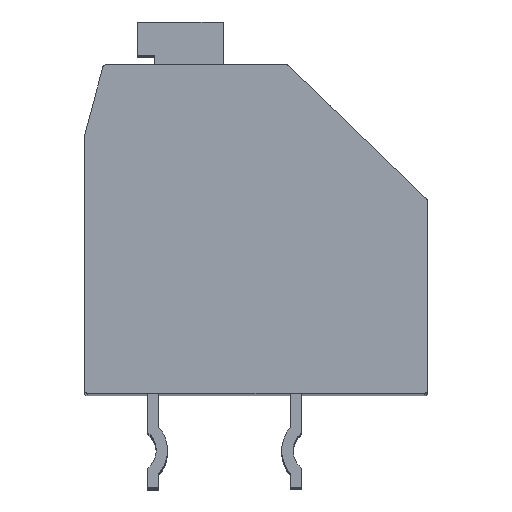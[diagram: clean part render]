
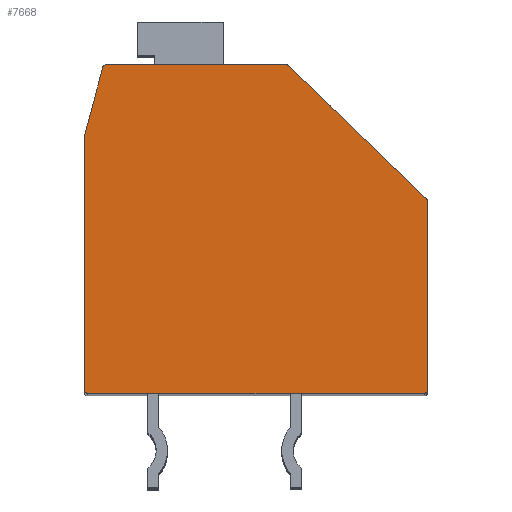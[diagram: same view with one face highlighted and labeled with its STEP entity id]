
A CAD part, top view. The second image highlights one B-rep face of the part: STEP entity #7668.
In plain terms, the highlighted planar face has unit normal (0, 0, 1).
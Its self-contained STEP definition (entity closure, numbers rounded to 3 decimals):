
#439=CARTESIAN_POINT('',(5.9,0.978,2.75));
#440=DIRECTION('',(0.,0.,1.));
#441=DIRECTION('',(1.,0.,0.));
#442=AXIS2_PLACEMENT_3D('',#439,#440,#441);
#444=DIRECTION('',(0.,1.,0.));
#445=VECTOR('',#444,6.628);
#446=CARTESIAN_POINT('',(6.,-5.65,2.75));
#447=LINE('',#446,#445);
#448=CARTESIAN_POINT('',(5.9,-5.65,2.75));
#449=DIRECTION('',(0.,0.,1.));
#450=DIRECTION('',(0.,-1.,0.));
#451=AXIS2_PLACEMENT_3D('',#448,#449,#450);
#453=DIRECTION('',(1.,0.,0.));
#454=VECTOR('',#453,11.8);
#455=CARTESIAN_POINT('',(-5.9,-5.75,2.75));
#456=LINE('',#455,#454);
#457=CARTESIAN_POINT('',(-5.9,-5.65,2.75));
#458=DIRECTION('',(0.,0.,1.));
#459=DIRECTION('',(-1.,0.,0.));
#460=AXIS2_PLACEMENT_3D('',#457,#458,#459);
#462=DIRECTION('',(0.,-1.,0.));
#463=VECTOR('',#462,8.937);
#464=CARTESIAN_POINT('',(-6.,3.287,2.75));
#465=LINE('',#464,#463);
#466=CARTESIAN_POINT('',(-5.9,3.287,2.75));
#467=DIRECTION('',(0.,0.,-1.));
#468=DIRECTION('',(-1.,0.,0.));
#469=AXIS2_PLACEMENT_3D('',#466,#467,#468);
#471=DIRECTION('',(-0.26,-0.966,0.));
#472=VECTOR('',#471,2.447);
#473=CARTESIAN_POINT('',(-5.36,5.676,2.75));
#474=LINE('',#473,#472);
#475=CARTESIAN_POINT('',(-5.263,5.65,2.75));
#476=DIRECTION('',(0.,0.,1.));
#477=DIRECTION('',(0.,1.,0.));
#478=AXIS2_PLACEMENT_3D('',#475,#476,#477);
#480=DIRECTION('',(-1.,0.,0.));
#481=VECTOR('',#480,6.323);
#482=CARTESIAN_POINT('',(1.06,5.75,2.75));
#483=LINE('',#482,#481);
#484=CARTESIAN_POINT('',(1.06,5.65,2.75));
#485=DIRECTION('',(0.,0.,1.));
#486=DIRECTION('',(0.695,0.719,0.));
#487=AXIS2_PLACEMENT_3D('',#484,#485,#486);
#489=DIRECTION('',(-0.719,0.695,0.));
#490=VECTOR('',#489,6.728);
#491=CARTESIAN_POINT('',(5.969,1.049,2.75));
#492=LINE('',#491,#490);
#5637=CARTESIAN_POINT('',(6.,0.978,2.75));
#5638=VERTEX_POINT('',#5637);
#5639=CARTESIAN_POINT('',(5.969,1.049,2.75));
#5640=VERTEX_POINT('',#5639);
#5645=CARTESIAN_POINT('',(5.9,-5.75,2.75));
#5646=VERTEX_POINT('',#5645);
#5647=CARTESIAN_POINT('',(6.,-5.65,2.75));
#5648=VERTEX_POINT('',#5647);
#5653=CARTESIAN_POINT('',(1.129,5.722,2.75));
#5654=CARTESIAN_POINT('',(1.06,5.75,2.75));
#5655=VERTEX_POINT('',#5653);
#5656=VERTEX_POINT('',#5654);
#5657=CARTESIAN_POINT('',(-5.263,5.75,2.75));
#5658=CARTESIAN_POINT('',(-5.36,5.676,2.75));
#5659=VERTEX_POINT('',#5657);
#5660=VERTEX_POINT('',#5658);
#5665=CARTESIAN_POINT('',(-6.,3.287,2.75));
#5667=VERTEX_POINT('',#5665);
#5671=CARTESIAN_POINT('',(-5.997,3.313,2.75));
#5672=VERTEX_POINT('',#5671);
#5677=CARTESIAN_POINT('',(-6.,-5.65,2.75));
#5678=VERTEX_POINT('',#5677);
#5679=CARTESIAN_POINT('',(-5.9,-5.75,2.75));
#5680=VERTEX_POINT('',#5679);
#7646=CARTESIAN_POINT('',(0.,0.,2.75));
#7647=DIRECTION('',(0.,0.,1.));
#7648=DIRECTION('',(1.,0.,0.));
#7649=AXIS2_PLACEMENT_3D('',#7646,#7647,#7648);
#7650=PLANE('',#7649);
#7651=ORIENTED_EDGE('',*,*,#7307,.F.);
#7652=ORIENTED_EDGE('',*,*,#7323,.F.);
#7653=ORIENTED_EDGE('',*,*,#7336,.F.);
#7654=ORIENTED_EDGE('',*,*,#7351,.F.);
#7655=ORIENTED_EDGE('',*,*,#7584,.F.);
#7656=ORIENTED_EDGE('',*,*,#7597,.F.);
#7657=ORIENTED_EDGE('',*,*,#7613,.T.);
#7658=ORIENTED_EDGE('',*,*,#7625,.F.);
#7659=ORIENTED_EDGE('',*,*,#7637,.F.);
#7661=ORIENTED_EDGE('',*,*,#7660,.F.);
#7663=ORIENTED_EDGE('',*,*,#7662,.F.);
#7665=ORIENTED_EDGE('',*,*,#7664,.F.);
#7666=EDGE_LOOP('',(#7651,#7652,#7653,#7654,#7655,#7656,#7657,#7658,#7659,#7661,
#7663,#7665));
#7667=FACE_OUTER_BOUND('',#7666,.F.);
#7668=ADVANCED_FACE('',(#7667),#7650,.T.);
#443=CIRCLE('',#442,0.1);
#452=CIRCLE('',#451,0.1);
#461=CIRCLE('',#460,0.1);
#470=CIRCLE('',#469,0.1);
#479=CIRCLE('',#478,0.1);
#488=CIRCLE('',#487,0.1);
#7307=EDGE_CURVE('',#5638,#5640,#443,.T.);
#7323=EDGE_CURVE('',#5648,#5638,#447,.T.);
#7336=EDGE_CURVE('',#5646,#5648,#452,.T.);
#7351=EDGE_CURVE('',#5680,#5646,#456,.T.);
#7584=EDGE_CURVE('',#5678,#5680,#461,.T.);
#7597=EDGE_CURVE('',#5667,#5678,#465,.T.);
#7613=EDGE_CURVE('',#5667,#5672,#470,.T.);
#7625=EDGE_CURVE('',#5660,#5672,#474,.T.);
#7637=EDGE_CURVE('',#5659,#5660,#479,.T.);
#7660=EDGE_CURVE('',#5656,#5659,#483,.T.);
#7662=EDGE_CURVE('',#5655,#5656,#488,.T.);
#7664=EDGE_CURVE('',#5640,#5655,#492,.T.);
